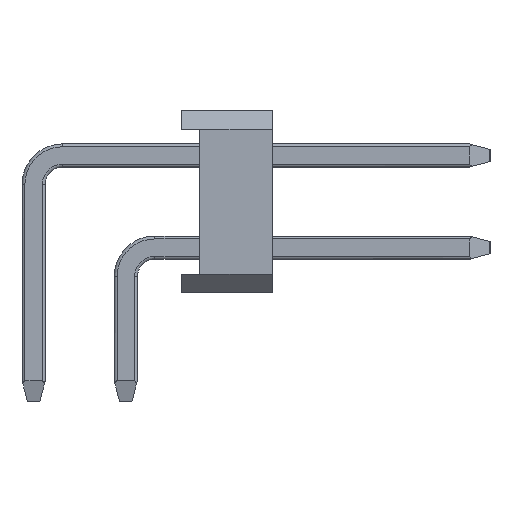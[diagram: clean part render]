
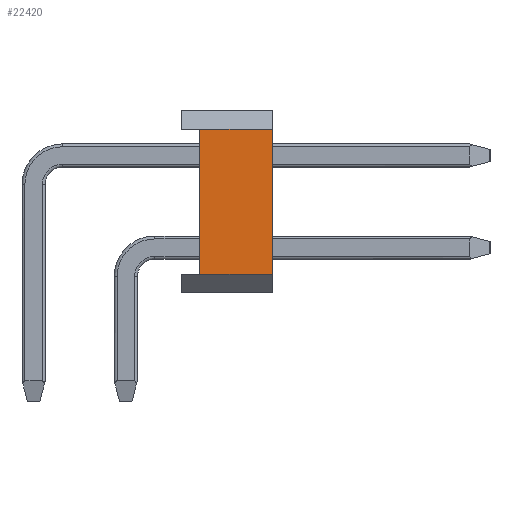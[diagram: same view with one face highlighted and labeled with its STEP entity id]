
A CAD part, left-side view. The second image highlights one B-rep face of the part: STEP entity #22420.
In plain terms, the highlighted planar face has unit normal (-1, 0, 0).
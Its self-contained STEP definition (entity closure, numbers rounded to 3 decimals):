
#744 = LINE ( 'NONE', #10671, #7213 ) ;
#1977 = LINE ( 'NONE', #22142, #21026 ) ;
#2126 = VECTOR ( 'NONE', #20194, 1000. ) ;
#3863 = CARTESIAN_POINT ( 'NONE',  ( -6.25, 1.25, 5. ) ) ;
#7213 = VECTOR ( 'NONE', #22527, 1000. ) ;
#8191 = ORIENTED_EDGE ( 'NONE', *, *, #18972, .F. ) ;
#9916 = EDGE_LOOP ( 'NONE', ( #8191, #13907, #28036, #24910 ) ) ;
#10582 = DIRECTION ( 'NONE',  ( 0., 0., -1. ) ) ;
#10671 = CARTESIAN_POINT ( 'NONE',  ( -6.25, 1.25, 0.5 ) ) ;
#12629 = CARTESIAN_POINT ( 'NONE',  ( -6.25, -1.25, 5. ) ) ;
#12821 = VERTEX_POINT ( 'NONE', #27842 ) ;
#13907 = ORIENTED_EDGE ( 'NONE', *, *, #23288, .T. ) ;
#15645 = FACE_OUTER_BOUND ( 'NONE', #9916, .T. ) ;
#17543 = LINE ( 'NONE', #20500, #2126 ) ;
#18682 = VERTEX_POINT ( 'NONE', #26498 ) ;
#18972 = EDGE_CURVE ( 'NONE', #12821, #18682, #1977, .T. ) ;
#19141 = VERTEX_POINT ( 'NONE', #27445 ) ;
#19202 = VERTEX_POINT ( 'NONE', #25996 ) ;
#20194 = DIRECTION ( 'NONE',  ( 0., -1., 0. ) ) ;
#20500 = CARTESIAN_POINT ( 'NONE',  ( -6.25, 1.25, 4.5 ) ) ;
#21026 = VECTOR ( 'NONE', #30931, 1000. ) ;
#21038 = PLANE ( 'NONE',  #24862 ) ;
#22142 = CARTESIAN_POINT ( 'NONE',  ( -6.25, 0.75, 0.5 ) ) ;
#22153 = EDGE_CURVE ( 'NONE', #18682, #19141, #17543, .T. ) ;
#22420 = ADVANCED_FACE ( 'NONE', ( #15645 ), #21038, .F. ) ;
#22473 = VECTOR ( 'NONE', #10582, 1000. ) ;
#22527 = DIRECTION ( 'NONE',  ( 0., -1., 0. ) ) ;
#23288 = EDGE_CURVE ( 'NONE', #12821, #19202, #744, .T. ) ;
#24644 = LINE ( 'NONE', #12629, #22473 ) ;
#24862 = AXIS2_PLACEMENT_3D ( 'NONE', #3863, #30448, #30755 ) ;
#24910 = ORIENTED_EDGE ( 'NONE', *, *, #22153, .F. ) ;
#25996 = CARTESIAN_POINT ( 'NONE',  ( -6.25, -1.25, 0.5 ) ) ;
#26498 = CARTESIAN_POINT ( 'NONE',  ( -6.25, 0.75, 4.5 ) ) ;
#27445 = CARTESIAN_POINT ( 'NONE',  ( -6.25, -1.25, 4.5 ) ) ;
#27842 = CARTESIAN_POINT ( 'NONE',  ( -6.25, 0.75, 0.5 ) ) ;
#28036 = ORIENTED_EDGE ( 'NONE', *, *, #28505, .F. ) ;
#28505 = EDGE_CURVE ( 'NONE', #19141, #19202, #24644, .T. ) ;
#30448 = DIRECTION ( 'NONE',  ( 1., 0., 0. ) ) ;
#30755 = DIRECTION ( 'NONE',  ( 0., 0., -1. ) ) ;
#30931 = DIRECTION ( 'NONE',  ( 0., 0., 1. ) ) ;
